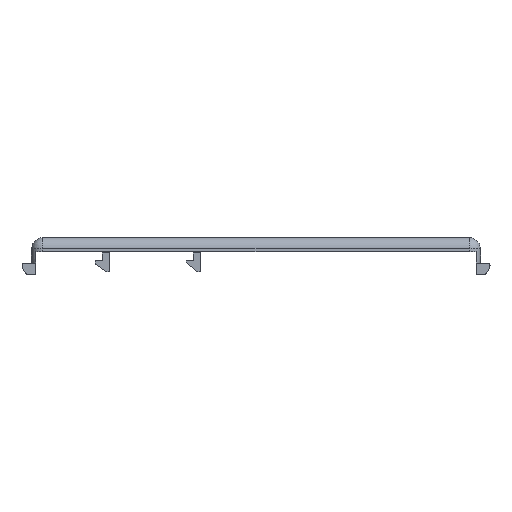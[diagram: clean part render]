
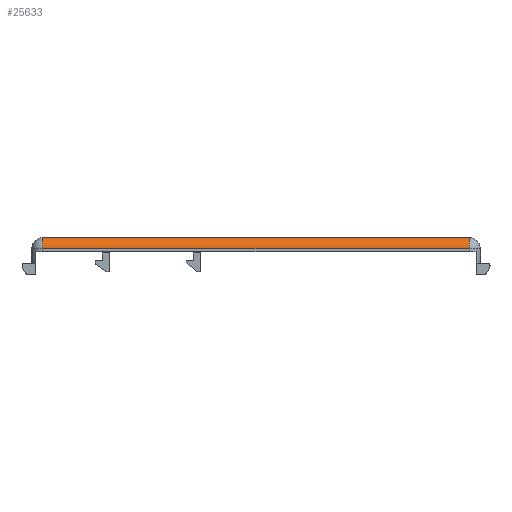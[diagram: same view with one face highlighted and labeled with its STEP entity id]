
A CAD part, left-side view. The second image highlights one B-rep face of the part: STEP entity #25633.
In plain terms, the highlighted cylindrical face has radius 2 mm (diameter 4 mm), a partial arc.
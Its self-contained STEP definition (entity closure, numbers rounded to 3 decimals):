
#1206=CIRCLE('',#27241,2.);
#1212=CIRCLE('',#27252,2.);
#2400=FACE_OUTER_BOUND('',#3892,.T.);
#3892=EDGE_LOOP('',(#18152,#18153,#18154,#18155));
#5535=LINE('',#34320,#8651);
#5536=LINE('',#34321,#8652);
#8651=VECTOR('',#28660,10.);
#8652=VECTOR('',#28661,10.);
#11774=VERTEX_POINT('',#34273);
#11775=VERTEX_POINT('',#34275);
#11783=VERTEX_POINT('',#34303);
#11784=VERTEX_POINT('',#34304);
#14304=EDGE_CURVE('',#11774,#11775,#1206,.F.);
#14318=EDGE_CURVE('',#11783,#11784,#1212,.F.);
#14327=EDGE_CURVE('',#11784,#11774,#5535,.T.);
#14328=EDGE_CURVE('',#11775,#11783,#5536,.T.);
#18152=ORIENTED_EDGE('',*,*,#14318,.T.);
#18153=ORIENTED_EDGE('',*,*,#14327,.T.);
#18154=ORIENTED_EDGE('',*,*,#14304,.T.);
#18155=ORIENTED_EDGE('',*,*,#14328,.T.);
#25576=CYLINDRICAL_SURFACE('',#27258,2.);
#25633=ADVANCED_FACE('',(#2400),#25576,.T.);
#27241=AXIS2_PLACEMENT_3D('',#34277,#28611,#28612);
#27252=AXIS2_PLACEMENT_3D('',#34305,#28641,#28642);
#27258=AXIS2_PLACEMENT_3D('',#34319,#28658,#28659);
#28611=DIRECTION('center_axis',(0.,1.,0.));
#28612=DIRECTION('ref_axis',(0.,0.,1.));
#28641=DIRECTION('center_axis',(0.,-1.,0.));
#28642=DIRECTION('ref_axis',(-1.,0.,0.));
#28658=DIRECTION('center_axis',(0.,-1.,0.));
#28659=DIRECTION('ref_axis',(-0.707,0.,0.707));
#28660=DIRECTION('',(0.,1.,0.));
#28661=DIRECTION('',(0.,-1.,0.));
#34273=CARTESIAN_POINT('',(7.,83.,2.5));
#34275=CARTESIAN_POINT('',(5.,83.,0.5));
#34277=CARTESIAN_POINT('Origin',(7.,83.,0.5));
#34303=CARTESIAN_POINT('',(5.,7.,0.5));
#34304=CARTESIAN_POINT('',(7.,7.,2.5));
#34305=CARTESIAN_POINT('Origin',(7.,7.,0.5));
#34319=CARTESIAN_POINT('Origin',(7.,65.,0.5));
#34320=CARTESIAN_POINT('',(7.,65.,2.5));
#34321=CARTESIAN_POINT('',(5.,65.,0.5));
